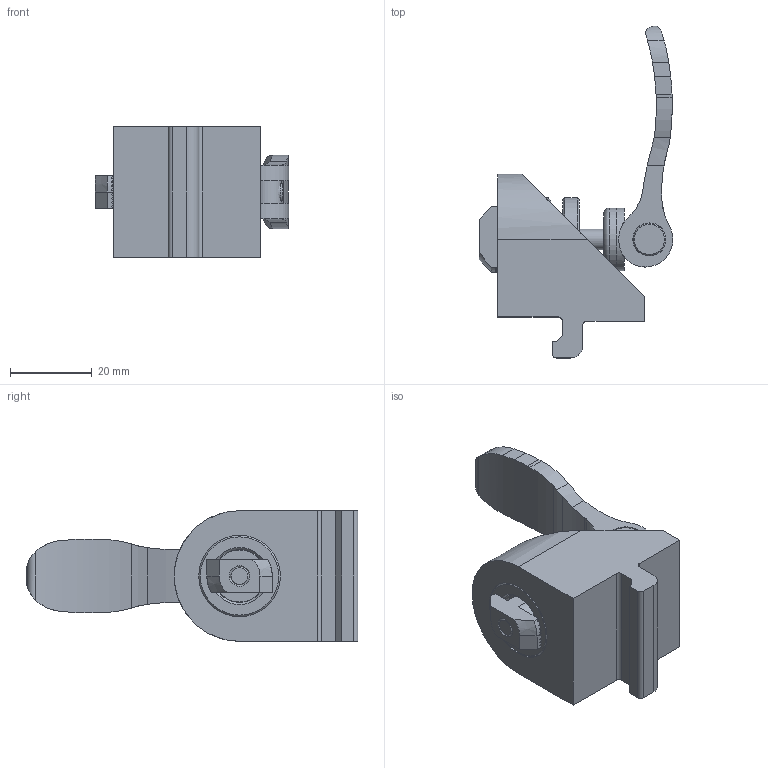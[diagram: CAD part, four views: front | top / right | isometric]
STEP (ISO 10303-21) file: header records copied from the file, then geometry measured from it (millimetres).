
FILE_DESCRIPTION( ( 'STEP AP214' ), '1' );
FILE_NAME( 'K1049.0820.stp', '2020-12-10T09:27:42', ( '' ), ( '' ), ' ', 'PARTsolutions', ' ' );
FILE_SCHEMA( ( 'AUTOMOTIVE_DESIGN { 1 0 10303 214 1 1 1 1 }' ) );
Length unit declared in the file: millimetre
Products named in the file (10): K1049.0820; _K1049_klemmwinkel20; _K0754_mutterC44; _K0754_bolzen320.4; _K0754_hammermutter4; _K0754_stiftschraube46; _exzentergriff_0; _k0754_achsbolzen1; _scheibe_0; _druckscheibe_0
Assembly tree (9 placements, depth 2):
  K1049.0820
    _K1049_klemmwinkel20
    _K0754_mutterC44
    _K0754_bolzen320.4
    _K0754_hammermutter4
    _K0754_stiftschraube46
    _exzentergriff_0
    _k0754_achsbolzen1
    _scheibe_0
    _druckscheibe_0
Bounding box: 47.45 x 81.3 x 32 mm (x, y, z)
Volume: 25670.3 mm3; surface area: 16274.4 mm2
Topology: 9 solids, 9 shells, 179 faces, 449 edges, 290 vertices
Faces by surface type: plane 84, cylinder 66, cone 23, torus 6
Full cylindrical faces by diameter (mm): 4.134 x2, 5 x1, 5.3 x1, 5.5 x1, 8 x2, 8.1 x2, 12.4 x1, 12.917 x1, 14 x3, 15.4 x1, 20 x2, 20.4 x2
Entity records: 7137 total; most frequent: CARTESIAN_POINT 1423, DIRECTION 865, ORIENTED_EDGE 802, EDGE_CURVE 401, AXIS2_PLACEMENT_3D 338, VERTEX_POINT 284, EDGE_LOOP 237, FACE_OUTER_BOUND 202
